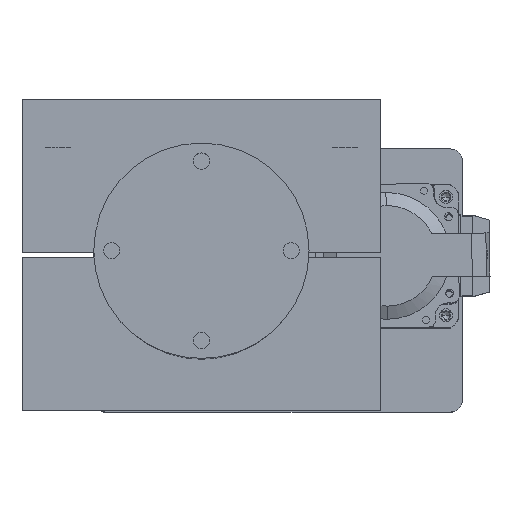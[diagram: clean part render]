
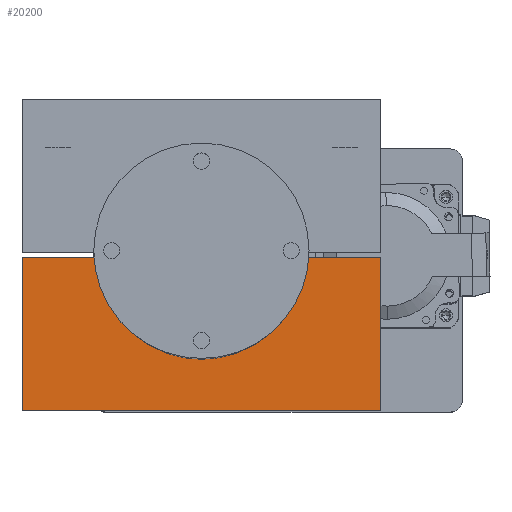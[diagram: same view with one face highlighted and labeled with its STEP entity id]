
A CAD part, top view. The second image highlights one B-rep face of the part: STEP entity #20200.
In plain terms, the highlighted planar face has unit normal (0, 0, 1).
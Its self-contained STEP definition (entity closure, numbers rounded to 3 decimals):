
#546 = DIRECTION ( 'NONE',  ( 0., -1., 0. ) ) ;
#567 = ORIENTED_EDGE ( 'NONE', *, *, #22236, .T. ) ;
#623 = DIRECTION ( 'NONE',  ( -1., 0., 0. ) ) ;
#926 = VERTEX_POINT ( 'NONE', #2289 ) ;
#1403 = LINE ( 'NONE', #16605, #11477 ) ;
#1929 = ORIENTED_EDGE ( 'NONE', *, *, #15919, .T. ) ;
#2289 = CARTESIAN_POINT ( 'NONE',  ( 75., -65., 20. ) ) ;
#2481 = DIRECTION ( 'NONE',  ( 0., 0., 1. ) ) ;
#2590 = EDGE_CURVE ( 'NONE', #9608, #3261, #4456, .T. ) ;
#2893 = DIRECTION ( 'NONE',  ( -1., 0., 0. ) ) ;
#3261 = VERTEX_POINT ( 'NONE', #19398 ) ;
#4456 = CIRCLE ( 'NONE', #19869, 43.5 ) ;
#4844 = ORIENTED_EDGE ( 'NONE', *, *, #21647, .T. ) ;
#5580 = FACE_OUTER_BOUND ( 'NONE', #13091, .T. ) ;
#6924 = ORIENTED_EDGE ( 'NONE', *, *, #2590, .F. ) ;
#8192 = DIRECTION ( 'NONE',  ( 1., 0., 0. ) ) ;
#8568 = ORIENTED_EDGE ( 'NONE', *, *, #19565, .T. ) ;
#8569 = CARTESIAN_POINT ( 'NONE',  ( -75., -65., 20. ) ) ;
#9608 = VERTEX_POINT ( 'NONE', #11251 ) ;
#9803 = VERTEX_POINT ( 'NONE', #17325 ) ;
#10726 = DIRECTION ( 'NONE',  ( 1., 0., 0. ) ) ;
#11020 = DIRECTION ( 'NONE',  ( -1., 0., 0. ) ) ;
#11251 = CARTESIAN_POINT ( 'NONE',  ( -43.489, -1., 20. ) ) ;
#11477 = VECTOR ( 'NONE', #10726, 1000. ) ;
#13091 = EDGE_LOOP ( 'NONE', ( #567, #4844, #6924, #15319, #1929, #8568 ) ) ;
#13575 = VERTEX_POINT ( 'NONE', #8569 ) ;
#14081 = CARTESIAN_POINT ( 'NONE',  ( 0., 0., 20. ) ) ;
#14112 = CARTESIAN_POINT ( 'NONE',  ( 75., -1., 20. ) ) ;
#14220 = CARTESIAN_POINT ( 'NONE',  ( -75., 65., 20. ) ) ;
#14532 = CARTESIAN_POINT ( 'NONE',  ( 75., 65., 20. ) ) ;
#14591 = CARTESIAN_POINT ( 'NONE',  ( 87.383, -1., 20. ) ) ;
#14858 = PLANE ( 'NONE',  #17611 ) ;
#15224 = VERTEX_POINT ( 'NONE', #14112 ) ;
#15319 = ORIENTED_EDGE ( 'NONE', *, *, #18981, .T. ) ;
#15919 = EDGE_CURVE ( 'NONE', #9803, #13575, #24907, .T. ) ;
#16605 = CARTESIAN_POINT ( 'NONE',  ( 75., -65., 20. ) ) ;
#16664 = DIRECTION ( 'NONE',  ( 0., 0., -1. ) ) ;
#17325 = CARTESIAN_POINT ( 'NONE',  ( -75., -1., 20. ) ) ;
#17611 = AXIS2_PLACEMENT_3D ( 'NONE', #22880, #16664, #11020 ) ;
#18464 = CARTESIAN_POINT ( 'NONE',  ( 87.383, -1., 20. ) ) ;
#18710 = LINE ( 'NONE', #14532, #24209 ) ;
#18981 = EDGE_CURVE ( 'NONE', #9608, #9803, #21348, .T. ) ;
#19398 = CARTESIAN_POINT ( 'NONE',  ( 43.489, -1., 20. ) ) ;
#19565 = EDGE_CURVE ( 'NONE', #13575, #926, #1403, .T. ) ;
#19869 = AXIS2_PLACEMENT_3D ( 'NONE', #14081, #2481, #8192 ) ;
#20200 = ADVANCED_FACE ( 'NONE', ( #5580 ), #14858, .F. ) ;
#20498 = DIRECTION ( 'NONE',  ( 0., 1., 0. ) ) ;
#21348 = LINE ( 'NONE', #14591, #22289 ) ;
#21647 = EDGE_CURVE ( 'NONE', #15224, #3261, #22985, .T. ) ;
#22236 = EDGE_CURVE ( 'NONE', #926, #15224, #18710, .T. ) ;
#22289 = VECTOR ( 'NONE', #2893, 1000. ) ;
#22456 = VECTOR ( 'NONE', #546, 1000. ) ;
#22880 = CARTESIAN_POINT ( 'NONE',  ( 0., 0., 20. ) ) ;
#22985 = LINE ( 'NONE', #18464, #25428 ) ;
#24209 = VECTOR ( 'NONE', #20498, 1000. ) ;
#24907 = LINE ( 'NONE', #14220, #22456 ) ;
#25428 = VECTOR ( 'NONE', #623, 1000. ) ;
